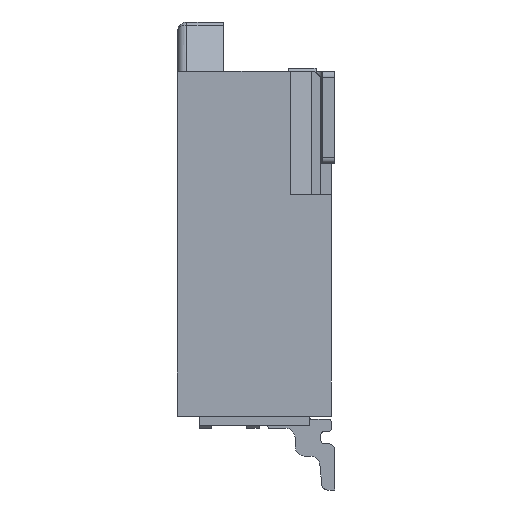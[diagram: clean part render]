
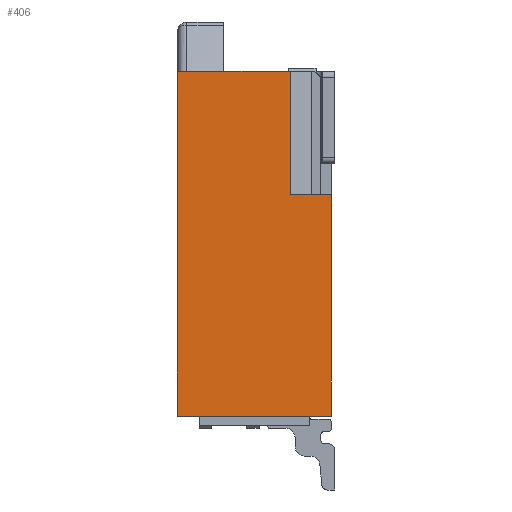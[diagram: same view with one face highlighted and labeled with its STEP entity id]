
A CAD part, left-side view. The second image highlights one B-rep face of the part: STEP entity #406.
In plain terms, the highlighted planar face has unit normal (-1, 0, 0).
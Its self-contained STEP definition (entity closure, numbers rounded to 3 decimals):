
#406=ADVANCED_FACE('',(#2700),#2701,.T.);
#2700=FACE_OUTER_BOUND('',#6583,.T.);
#2701=PLANE('',#6584);
#6583=EDGE_LOOP('',(#13249,#13250,#13251,#13252,#13253,#13254));
#6584=AXIS2_PLACEMENT_3D('',#13255,#13256,#13257);
#13249=ORIENTED_EDGE('',*,*,#27077,.F.);
#13250=ORIENTED_EDGE('',*,*,#28562,.T.);
#13251=ORIENTED_EDGE('',*,*,#28559,.T.);
#13252=ORIENTED_EDGE('',*,*,#28563,.F.);
#13253=ORIENTED_EDGE('',*,*,#28564,.T.);
#13254=ORIENTED_EDGE('',*,*,#28565,.F.);
#13255=CARTESIAN_POINT('',(-12.45,1.25,0.0));
#13256=DIRECTION('',(-1.0,0.0,0.0));
#13257=DIRECTION('',(0.0,0.0,1.0));
#27077=EDGE_CURVE('',#33018,#33020,#33021,.T.);
#28559=EDGE_CURVE('',#35677,#35681,#35683,.T.);
#28562=EDGE_CURVE('',#33018,#35677,#35687,.T.);
#28563=EDGE_CURVE('',#35688,#35681,#35689,.T.);
#28564=EDGE_CURVE('',#35688,#35690,#35691,.T.);
#28565=EDGE_CURVE('',#33020,#35690,#35692,.T.);
#33018=VERTEX_POINT('',#42533);
#33020=VERTEX_POINT('',#42536);
#33021=LINE('',#42537,#42538);
#35677=VERTEX_POINT('',#47246);
#35681=VERTEX_POINT('',#47252);
#35683=LINE('',#47255,#47256);
#35687=LINE('',#47262,#47263);
#35688=VERTEX_POINT('',#47264);
#35689=LINE('',#47265,#47266);
#35690=VERTEX_POINT('',#47267);
#35691=LINE('',#47268,#47269);
#35692=LINE('',#47270,#47271);
#42533=CARTESIAN_POINT('',(-12.45,1.25,0.0));
#42536=CARTESIAN_POINT('',(-12.45,-0.584,0.0));
#42537=CARTESIAN_POINT('',(-12.45,1.25,0.0));
#42538=VECTOR('',#56983,1.834);
#47246=CARTESIAN_POINT('',(-12.45,1.25,-5.6));
#47252=CARTESIAN_POINT('',(-12.45,-1.25,-5.6));
#47255=CARTESIAN_POINT('',(-12.45,1.25,-5.6));
#47256=VECTOR('',#58437,2.5);
#47262=CARTESIAN_POINT('',(-12.45,1.25,0.0));
#47263=VECTOR('',#58440,5.6);
#47264=CARTESIAN_POINT('',(-12.45,-1.25,-2.0));
#47265=CARTESIAN_POINT('',(-12.45,-1.25,-2.0));
#47266=VECTOR('',#58441,3.6);
#47267=CARTESIAN_POINT('',(-12.45,-0.584,-2.0));
#47268=CARTESIAN_POINT('',(-12.45,-1.25,-2.0));
#47269=VECTOR('',#58442,0.666);
#47270=CARTESIAN_POINT('',(-12.45,-0.584,0.0));
#47271=VECTOR('',#58443,2.0);
#56983=DIRECTION('',(0.0,-1.0,0.0));
#58437=DIRECTION('',(0.0,-1.0,0.0));
#58440=DIRECTION('',(0.0,0.0,-1.0));
#58441=DIRECTION('',(0.0,0.0,-1.0));
#58442=DIRECTION('',(0.0,1.0,0.0));
#58443=DIRECTION('',(0.0,0.0,-1.0));
